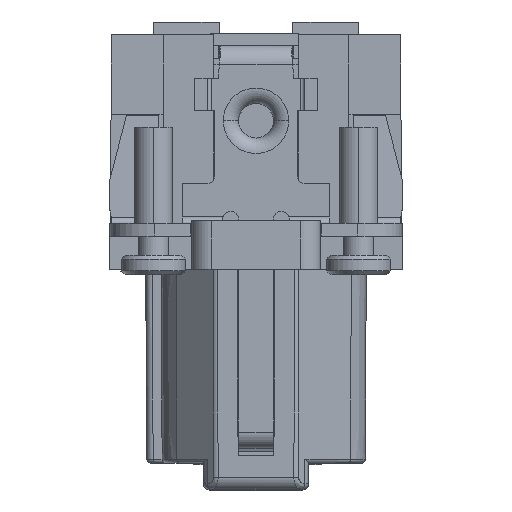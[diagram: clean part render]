
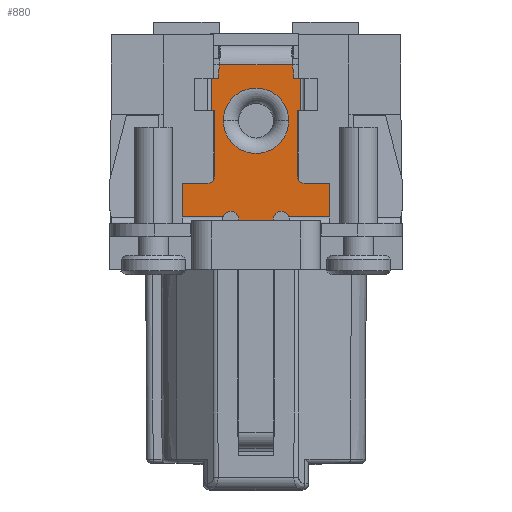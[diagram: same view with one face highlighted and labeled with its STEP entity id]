
A CAD part, left-side view. The second image highlights one B-rep face of the part: STEP entity #880.
In plain terms, the highlighted planar face has unit normal (-1, 0, 0).
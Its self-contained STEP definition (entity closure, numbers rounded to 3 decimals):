
#269=FACE_BOUND('',#8692,.T.);
#270=FACE_BOUND('',#8693,.T.);
#880=ADVANCED_FACE('',(#269,#270),#3664,.T.);
#3664=PLANE('',#54704);
#8692=EDGE_LOOP('',(#12098,#12099));
#8693=EDGE_LOOP('',(#12100,#12101,#12102,#12103,#12104,#12105,#12106,#12107,
#12108,#12109,#12110,#12111,#12112,#12113,#12114,#12115,#12116,#12117,#12118,
#12119,#12120,#12121,#12122,#12123,#12124,#12125));
#11672=B_SPLINE_CURVE_WITH_KNOTS('',3,(#71976,#71977,#71978,#71979),
 .UNSPECIFIED.,.F.,.F.,(4,4),(0.,1.),.UNSPECIFIED.);
#11673=B_SPLINE_CURVE_WITH_KNOTS('',3,(#72028,#72029,#72030,#72031),
 .UNSPECIFIED.,.F.,.F.,(4,4),(0.,1.),.UNSPECIFIED.);
#11674=B_SPLINE_CURVE_WITH_KNOTS('',3,(#72033,#72034,#72035,#72036),
 .UNSPECIFIED.,.F.,.F.,(4,4),(0.,1.),.UNSPECIFIED.);
#12098=ORIENTED_EDGE('',*,*,#32819,.T.);
#12099=ORIENTED_EDGE('',*,*,#32820,.T.);
#12100=ORIENTED_EDGE('',*,*,#32821,.F.);
#12101=ORIENTED_EDGE('',*,*,#32822,.T.);
#12102=ORIENTED_EDGE('',*,*,#32823,.F.);
#12103=ORIENTED_EDGE('',*,*,#32824,.F.);
#12104=ORIENTED_EDGE('',*,*,#32825,.F.);
#12105=ORIENTED_EDGE('',*,*,#32826,.T.);
#12106=ORIENTED_EDGE('',*,*,#32827,.F.);
#12107=ORIENTED_EDGE('',*,*,#32828,.F.);
#12108=ORIENTED_EDGE('',*,*,#32829,.F.);
#12109=ORIENTED_EDGE('',*,*,#32830,.T.);
#12110=ORIENTED_EDGE('',*,*,#32831,.F.);
#12111=ORIENTED_EDGE('',*,*,#32832,.T.);
#12112=ORIENTED_EDGE('',*,*,#32833,.F.);
#12113=ORIENTED_EDGE('',*,*,#32834,.T.);
#12114=ORIENTED_EDGE('',*,*,#32835,.F.);
#12115=ORIENTED_EDGE('',*,*,#32836,.F.);
#12116=ORIENTED_EDGE('',*,*,#32837,.F.);
#12117=ORIENTED_EDGE('',*,*,#32838,.F.);
#12118=ORIENTED_EDGE('',*,*,#32839,.F.);
#12119=ORIENTED_EDGE('',*,*,#32840,.T.);
#12120=ORIENTED_EDGE('',*,*,#32841,.F.);
#12121=ORIENTED_EDGE('',*,*,#32842,.F.);
#12122=ORIENTED_EDGE('',*,*,#32843,.F.);
#12123=ORIENTED_EDGE('',*,*,#32844,.T.);
#12124=ORIENTED_EDGE('',*,*,#32845,.F.);
#12125=ORIENTED_EDGE('',*,*,#32846,.F.);
#27670=VERTEX_POINT('',#71973);
#27671=VERTEX_POINT('',#71974);
#27672=VERTEX_POINT('',#71980);
#27673=VERTEX_POINT('',#71981);
#27674=VERTEX_POINT('',#71983);
#27675=VERTEX_POINT('',#71985);
#27676=VERTEX_POINT('',#71987);
#27677=VERTEX_POINT('',#71989);
#27678=VERTEX_POINT('',#71991);
#27679=VERTEX_POINT('',#71993);
#27680=VERTEX_POINT('',#71995);
#27681=VERTEX_POINT('',#71997);
#27682=VERTEX_POINT('',#71999);
#27683=VERTEX_POINT('',#72001);
#27684=VERTEX_POINT('',#72003);
#27685=VERTEX_POINT('',#72005);
#27686=VERTEX_POINT('',#72007);
#27687=VERTEX_POINT('',#72009);
#27688=VERTEX_POINT('',#72011);
#27689=VERTEX_POINT('',#72013);
#27690=VERTEX_POINT('',#72015);
#27691=VERTEX_POINT('',#72017);
#27692=VERTEX_POINT('',#72019);
#27693=VERTEX_POINT('',#72021);
#27694=VERTEX_POINT('',#72023);
#27695=VERTEX_POINT('',#72025);
#27696=VERTEX_POINT('',#72027);
#27697=VERTEX_POINT('',#72032);
#32819=EDGE_CURVE('',#27670,#27671,#53928,.T.);
#32820=EDGE_CURVE('',#27671,#27670,#53929,.T.);
#32821=EDGE_CURVE('',#27672,#27673,#11672,.T.);
#32822=EDGE_CURVE('',#27672,#27674,#53930,.T.);
#32823=EDGE_CURVE('',#27675,#27674,#40591,.T.);
#32824=EDGE_CURVE('',#27676,#27675,#40592,.T.);
#32825=EDGE_CURVE('',#27677,#27676,#40593,.T.);
#32826=EDGE_CURVE('',#27677,#27678,#53931,.T.);
#32827=EDGE_CURVE('',#27679,#27678,#40594,.T.);
#32828=EDGE_CURVE('',#27680,#27679,#40595,.T.);
#32829=EDGE_CURVE('',#27681,#27680,#40596,.T.);
#32830=EDGE_CURVE('',#27681,#27682,#40597,.T.);
#32831=EDGE_CURVE('',#27683,#27682,#40598,.T.);
#32832=EDGE_CURVE('',#27683,#27684,#53932,.T.);
#32833=EDGE_CURVE('',#27685,#27684,#40599,.T.);
#32834=EDGE_CURVE('',#27685,#27686,#53933,.T.);
#32835=EDGE_CURVE('',#27687,#27686,#40600,.T.);
#32836=EDGE_CURVE('',#27688,#27687,#40601,.T.);
#32837=EDGE_CURVE('',#27689,#27688,#40602,.T.);
#32838=EDGE_CURVE('',#27690,#27689,#40603,.T.);
#32839=EDGE_CURVE('',#27691,#27690,#40604,.T.);
#32840=EDGE_CURVE('',#27691,#27692,#53934,.T.);
#32841=EDGE_CURVE('',#27693,#27692,#40605,.T.);
#32842=EDGE_CURVE('',#27694,#27693,#40606,.T.);
#32843=EDGE_CURVE('',#27695,#27694,#40607,.T.);
#32844=EDGE_CURVE('',#27695,#27696,#53935,.T.);
#32845=EDGE_CURVE('',#27697,#27696,#11673,.T.);
#32846=EDGE_CURVE('',#27673,#27697,#11674,.T.);
#40591=LINE('',#71984,#47253);
#40592=LINE('',#71986,#47254);
#40593=LINE('',#71988,#47255);
#40594=LINE('',#71992,#47256);
#40595=LINE('',#71994,#47257);
#40596=LINE('',#71996,#47258);
#40597=LINE('',#71998,#47259);
#40598=LINE('',#72000,#47260);
#40599=LINE('',#72004,#47261);
#40600=LINE('',#72008,#47262);
#40601=LINE('',#72010,#47263);
#40602=LINE('',#72012,#47264);
#40603=LINE('',#72014,#47265);
#40604=LINE('',#72016,#47266);
#40605=LINE('',#72020,#47267);
#40606=LINE('',#72022,#47268);
#40607=LINE('',#72024,#47269);
#47253=VECTOR('',#58267,1.);
#47254=VECTOR('',#58268,1.);
#47255=VECTOR('',#58269,1.);
#47256=VECTOR('',#58272,1.);
#47257=VECTOR('',#58273,1.);
#47258=VECTOR('',#58274,1.);
#47259=VECTOR('',#58275,1.);
#47260=VECTOR('',#58276,1.);
#47261=VECTOR('',#58279,1.);
#47262=VECTOR('',#58282,1.);
#47263=VECTOR('',#58283,1.);
#47264=VECTOR('',#58284,1.);
#47265=VECTOR('',#58285,1.);
#47266=VECTOR('',#58286,1.);
#47267=VECTOR('',#58289,1.);
#47268=VECTOR('',#58290,1.);
#47269=VECTOR('',#58291,1.);
#53928=CIRCLE('',#54696,2.55);
#53929=CIRCLE('',#54697,2.55);
#53930=CIRCLE('',#54698,0.625);
#53931=CIRCLE('',#54699,0.5);
#53932=CIRCLE('',#54700,5.);
#53933=CIRCLE('',#54701,5.);
#53934=CIRCLE('',#54702,0.5);
#53935=CIRCLE('',#54703,0.625);
#54696=AXIS2_PLACEMENT_3D('',#71972,#58261,#58262);
#54697=AXIS2_PLACEMENT_3D('',#71975,#58263,#58264);
#54698=AXIS2_PLACEMENT_3D('',#71982,#58265,#58266);
#54699=AXIS2_PLACEMENT_3D('',#71990,#58270,#58271);
#54700=AXIS2_PLACEMENT_3D('',#72002,#58277,#58278);
#54701=AXIS2_PLACEMENT_3D('',#72006,#58280,#58281);
#54702=AXIS2_PLACEMENT_3D('',#72018,#58287,#58288);
#54703=AXIS2_PLACEMENT_3D('',#72026,#58292,#58293);
#54704=AXIS2_PLACEMENT_3D('',#72037,#58294,#58295);
#58261=DIRECTION('',(1.,0.,0.));
#58262=DIRECTION('',(0.,-1.,0.));
#58263=DIRECTION('',(1.,0.,0.));
#58264=DIRECTION('',(0.,1.,0.));
#58265=DIRECTION('',(1.,0.,0.));
#58266=DIRECTION('',(0.,1.,0.));
#58267=DIRECTION('',(0.,1.,0.));
#58268=DIRECTION('',(0.,0.,-1.));
#58269=DIRECTION('',(0.,-1.,0.));
#58270=DIRECTION('',(1.,0.,0.));
#58271=DIRECTION('',(0.,0.,-1.));
#58272=DIRECTION('',(0.,0.,-1.));
#58273=DIRECTION('',(0.,1.,0.));
#58274=DIRECTION('',(0.,0.,-1.));
#58275=DIRECTION('',(0.,1.,0.));
#58276=DIRECTION('',(0.,0.,-1.));
#58277=DIRECTION('',(1.,0.,0.));
#58278=DIRECTION('',(0.,0.97,-0.243));
#58279=DIRECTION('',(0.,-1.,0.));
#58280=DIRECTION('',(1.,0.,0.));
#58281=DIRECTION('',(0.,-0.992,-0.129));
#58282=DIRECTION('',(0.,0.,1.));
#58283=DIRECTION('',(0.,-1.,0.));
#58284=DIRECTION('',(0.,0.,1.));
#58285=DIRECTION('',(0.,1.,0.));
#58286=DIRECTION('',(0.,0.,1.));
#58287=DIRECTION('',(1.,0.,0.));
#58288=DIRECTION('',(0.,-1.,0.));
#58289=DIRECTION('',(0.,-1.,0.));
#58290=DIRECTION('',(0.,0.,1.));
#58291=DIRECTION('',(0.,1.,0.));
#58292=DIRECTION('',(1.,0.,0.));
#58293=DIRECTION('',(0.,0.955,0.297));
#58294=DIRECTION('',(-1.,0.,0.));
#58295=DIRECTION('',(0.,-1.,0.));
#71972=CARTESIAN_POINT('',(-28.1,0.,28.8));
#71973=CARTESIAN_POINT('',(-28.1,2.55,28.8));
#71974=CARTESIAN_POINT('',(-28.1,-2.55,28.8));
#71975=CARTESIAN_POINT('',(-28.1,0.,28.8));
#71976=CARTESIAN_POINT('',(-28.1,-1.35,21.115));
#71977=CARTESIAN_POINT('',(-28.099,-1.35,20.676));
#71978=CARTESIAN_POINT('',(-28.098,-1.35,20.238));
#71979=CARTESIAN_POINT('',(-28.097,-1.35,19.8));
#71980=CARTESIAN_POINT('',(-28.1,-1.35,21.115));
#71981=CARTESIAN_POINT('',(-28.096,-1.35,19.8));
#71982=CARTESIAN_POINT('',(-28.1,-1.975,21.115));
#71983=CARTESIAN_POINT('',(-28.1,-2.575,21.301));
#71984=CARTESIAN_POINT('',(-28.1,-5.742,21.3));
#71985=CARTESIAN_POINT('',(-28.1,-5.742,21.3));
#71986=CARTESIAN_POINT('',(-28.1,-5.742,23.915));
#71987=CARTESIAN_POINT('',(-28.1,-5.742,23.915));
#71988=CARTESIAN_POINT('',(-28.1,-3.75,23.915));
#71989=CARTESIAN_POINT('',(-28.1,-3.75,23.915));
#71990=CARTESIAN_POINT('',(-28.1,-3.75,24.415));
#71991=CARTESIAN_POINT('',(-28.1,-3.25,24.415));
#71992=CARTESIAN_POINT('',(-28.1,-3.25,29.615));
#71993=CARTESIAN_POINT('',(-28.1,-3.25,29.615));
#71994=CARTESIAN_POINT('',(-28.1,-3.5,29.615));
#71995=CARTESIAN_POINT('',(-28.1,-3.5,29.615));
#71996=CARTESIAN_POINT('',(-28.1,-3.5,32.115));
#71997=CARTESIAN_POINT('',(-28.1,-3.5,32.115));
#71998=CARTESIAN_POINT('',(-28.1,-3.5,32.115));
#71999=CARTESIAN_POINT('',(-28.1,-2.946,32.115));
#72000=CARTESIAN_POINT('',(-28.1,-2.946,32.609));
#72001=CARTESIAN_POINT('',(-28.1,-2.946,32.609));
#72002=CARTESIAN_POINT('',(-28.1,-7.796,33.825));
#72003=CARTESIAN_POINT('',(-28.1,-2.838,33.179));
#72004=CARTESIAN_POINT('',(-28.1,2.838,33.179));
#72005=CARTESIAN_POINT('',(-28.1,2.838,33.179));
#72006=CARTESIAN_POINT('',(-28.1,7.796,33.825));
#72007=CARTESIAN_POINT('',(-28.1,2.946,32.609));
#72008=CARTESIAN_POINT('',(-28.1,2.946,32.115));
#72009=CARTESIAN_POINT('',(-28.1,2.946,32.115));
#72010=CARTESIAN_POINT('',(-28.1,3.5,32.115));
#72011=CARTESIAN_POINT('',(-28.1,3.5,32.115));
#72012=CARTESIAN_POINT('',(-28.1,3.5,29.615));
#72013=CARTESIAN_POINT('',(-28.1,3.5,29.615));
#72014=CARTESIAN_POINT('',(-28.1,3.25,29.615));
#72015=CARTESIAN_POINT('',(-28.1,3.25,29.615));
#72016=CARTESIAN_POINT('',(-28.1,3.25,24.415));
#72017=CARTESIAN_POINT('',(-28.1,3.25,24.415));
#72018=CARTESIAN_POINT('',(-28.1,3.75,24.415));
#72019=CARTESIAN_POINT('',(-28.1,3.75,23.915));
#72020=CARTESIAN_POINT('',(-28.1,5.742,23.915));
#72021=CARTESIAN_POINT('',(-28.1,5.742,23.915));
#72022=CARTESIAN_POINT('',(-28.1,5.742,21.3));
#72023=CARTESIAN_POINT('',(-28.1,5.742,21.3));
#72024=CARTESIAN_POINT('',(-28.1,2.572,21.3));
#72025=CARTESIAN_POINT('',(-28.1,2.575,21.301));
#72026=CARTESIAN_POINT('',(-28.1,1.975,21.115));
#72027=CARTESIAN_POINT('',(-28.1,1.35,21.115));
#72028=CARTESIAN_POINT('',(-28.098,1.35,19.8));
#72029=CARTESIAN_POINT('',(-28.098,1.35,20.238));
#72030=CARTESIAN_POINT('',(-28.099,1.35,20.676));
#72031=CARTESIAN_POINT('',(-28.1,1.35,21.115));
#72032=CARTESIAN_POINT('',(-28.096,1.35,19.8));
#72033=CARTESIAN_POINT('',(-28.097,-1.35,19.8));
#72034=CARTESIAN_POINT('',(-28.097,-0.45,19.8));
#72035=CARTESIAN_POINT('',(-28.098,0.45,19.8));
#72036=CARTESIAN_POINT('',(-28.098,1.35,19.8));
#72037=CARTESIAN_POINT('',(-28.1,0.,14.615));
